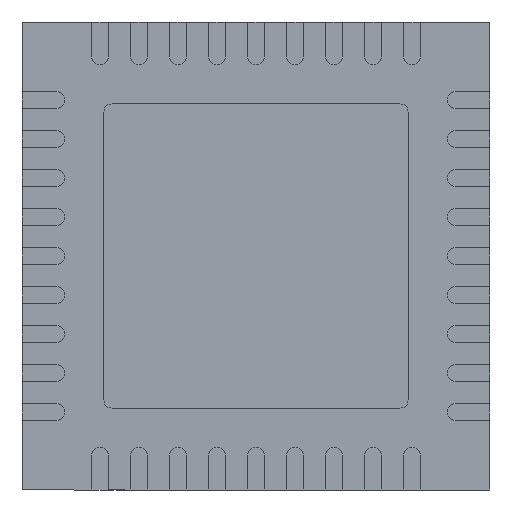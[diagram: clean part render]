
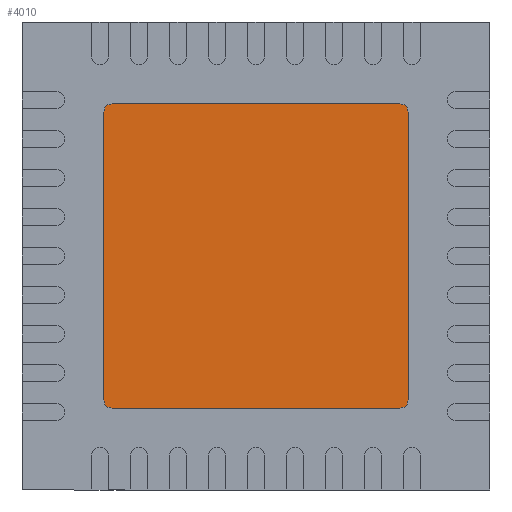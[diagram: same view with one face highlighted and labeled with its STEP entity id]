
A CAD part, front view. The second image highlights one B-rep face of the part: STEP entity #4010.
In plain terms, the highlighted planar face has unit normal (0, -1, 0).
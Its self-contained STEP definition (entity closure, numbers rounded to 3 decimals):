
#47 = DIRECTION ( 'NONE',  ( 0., 0., -1. ) ) ;
#82 = VECTOR ( 'NONE', #5162, 1000. ) ;
#173 = DIRECTION ( 'NONE',  ( 0., -1., 0. ) ) ;
#337 = CARTESIAN_POINT ( 'NONE',  ( 1.845, 0., 1.845 ) ) ;
#351 = ORIENTED_EDGE ( 'NONE', *, *, #6928, .T. ) ;
#491 = ORIENTED_EDGE ( 'NONE', *, *, #1548, .T. ) ;
#514 = VERTEX_POINT ( 'NONE', #5689 ) ;
#693 = VECTOR ( 'NONE', #12039, 1000. ) ;
#746 = CARTESIAN_POINT ( 'NONE',  ( -1.845, 0., -1.95 ) ) ;
#902 = AXIS2_PLACEMENT_3D ( 'NONE', #7330, #7377, #10217 ) ;
#956 = EDGE_CURVE ( 'NONE', #2333, #3544, #11724, .T. ) ;
#970 = AXIS2_PLACEMENT_3D ( 'NONE', #337, #11678, #47 ) ;
#1318 = FACE_OUTER_BOUND ( 'NONE', #6478, .T. ) ;
#1367 = ORIENTED_EDGE ( 'NONE', *, *, #956, .T. ) ;
#1448 = DIRECTION ( 'NONE',  ( 1., 0., 0. ) ) ;
#1548 = EDGE_CURVE ( 'NONE', #2477, #514, #10988, .T. ) ;
#1575 = VECTOR ( 'NONE', #10389, 1000. ) ;
#1834 = VERTEX_POINT ( 'NONE', #3093 ) ;
#2333 = VERTEX_POINT ( 'NONE', #10655 ) ;
#2425 = ORIENTED_EDGE ( 'NONE', *, *, #7507, .T. ) ;
#2477 = VERTEX_POINT ( 'NONE', #7028 ) ;
#2502 = CARTESIAN_POINT ( 'NONE',  ( 1.845, 0., 1.95 ) ) ;
#3093 = CARTESIAN_POINT ( 'NONE',  ( -1.95, 0., -1.845 ) ) ;
#3518 = DIRECTION ( 'NONE',  ( 0., -1., 0. ) ) ;
#3544 = VERTEX_POINT ( 'NONE', #7996 ) ;
#3742 = ORIENTED_EDGE ( 'NONE', *, *, #11635, .T. ) ;
#3971 = ORIENTED_EDGE ( 'NONE', *, *, #8254, .T. ) ;
#4010 = ADVANCED_FACE ( 'NONE', ( #1318 ), #11641, .T. ) ;
#4761 = AXIS2_PLACEMENT_3D ( 'NONE', #11993, #3518, #11224 ) ;
#4928 = LINE ( 'NONE', #5618, #1575 ) ;
#5160 = VERTEX_POINT ( 'NONE', #7274 ) ;
#5162 = DIRECTION ( 'NONE',  ( 0., 0., -1. ) ) ;
#5195 = CARTESIAN_POINT ( 'NONE',  ( -1.845, 0., 1.845 ) ) ;
#5618 = CARTESIAN_POINT ( 'NONE',  ( 1.95, 0., -1.845 ) ) ;
#5689 = CARTESIAN_POINT ( 'NONE',  ( 1.845, 0., 1.95 ) ) ;
#5767 = EDGE_CURVE ( 'NONE', #1834, #9503, #6897, .T. ) ;
#5923 = AXIS2_PLACEMENT_3D ( 'NONE', #11488, #173, #9663 ) ;
#6087 = LINE ( 'NONE', #10110, #8483 ) ;
#6153 = CIRCLE ( 'NONE', #5923, 0.105 ) ;
#6478 = EDGE_LOOP ( 'NONE', ( #491, #351, #1367, #7269, #9553, #3971, #3742, #2425 ) ) ;
#6722 = AXIS2_PLACEMENT_3D ( 'NONE', #5195, #9944, #11795 ) ;
#6726 = CARTESIAN_POINT ( 'NONE',  ( 1.95, 0., -1.845 ) ) ;
#6897 = CIRCLE ( 'NONE', #902, 0.105 ) ;
#6928 = EDGE_CURVE ( 'NONE', #514, #2333, #10883, .T. ) ;
#7028 = CARTESIAN_POINT ( 'NONE',  ( 1.95, 0., 1.845 ) ) ;
#7269 = ORIENTED_EDGE ( 'NONE', *, *, #7796, .T. ) ;
#7274 = CARTESIAN_POINT ( 'NONE',  ( 1.845, 0., -1.95 ) ) ;
#7330 = CARTESIAN_POINT ( 'NONE',  ( -1.845, 0., -1.845 ) ) ;
#7377 = DIRECTION ( 'NONE',  ( 0., -1., 0. ) ) ;
#7507 = EDGE_CURVE ( 'NONE', #12140, #2477, #4928, .T. ) ;
#7796 = EDGE_CURVE ( 'NONE', #3544, #1834, #11595, .T. ) ;
#7913 = CARTESIAN_POINT ( 'NONE',  ( -1.95, 0., -1.845 ) ) ;
#7996 = CARTESIAN_POINT ( 'NONE',  ( -1.95, 0., 1.845 ) ) ;
#8254 = EDGE_CURVE ( 'NONE', #9503, #5160, #6087, .T. ) ;
#8483 = VECTOR ( 'NONE', #1448, 1000. ) ;
#9503 = VERTEX_POINT ( 'NONE', #746 ) ;
#9553 = ORIENTED_EDGE ( 'NONE', *, *, #5767, .T. ) ;
#9663 = DIRECTION ( 'NONE',  ( 0., 0., -1. ) ) ;
#9944 = DIRECTION ( 'NONE',  ( 0., -1., 0. ) ) ;
#10110 = CARTESIAN_POINT ( 'NONE',  ( 1.845, 0., -1.95 ) ) ;
#10217 = DIRECTION ( 'NONE',  ( 0., 0., 1. ) ) ;
#10389 = DIRECTION ( 'NONE',  ( 0., 0., 1. ) ) ;
#10655 = CARTESIAN_POINT ( 'NONE',  ( -1.845, 0., 1.95 ) ) ;
#10883 = LINE ( 'NONE', #2502, #693 ) ;
#10988 = CIRCLE ( 'NONE', #4761, 0.105 ) ;
#11224 = DIRECTION ( 'NONE',  ( 0., 0., -1. ) ) ;
#11488 = CARTESIAN_POINT ( 'NONE',  ( 1.845, 0., -1.845 ) ) ;
#11595 = LINE ( 'NONE', #7913, #82 ) ;
#11635 = EDGE_CURVE ( 'NONE', #5160, #12140, #6153, .T. ) ;
#11641 = PLANE ( 'NONE',  #970 ) ;
#11678 = DIRECTION ( 'NONE',  ( 0., -1., 0. ) ) ;
#11724 = CIRCLE ( 'NONE', #6722, 0.105 ) ;
#11795 = DIRECTION ( 'NONE',  ( 0., 0., -1. ) ) ;
#11993 = CARTESIAN_POINT ( 'NONE',  ( 1.845, 0., 1.845 ) ) ;
#12039 = DIRECTION ( 'NONE',  ( -1., 0., 0. ) ) ;
#12140 = VERTEX_POINT ( 'NONE', #6726 ) ;
